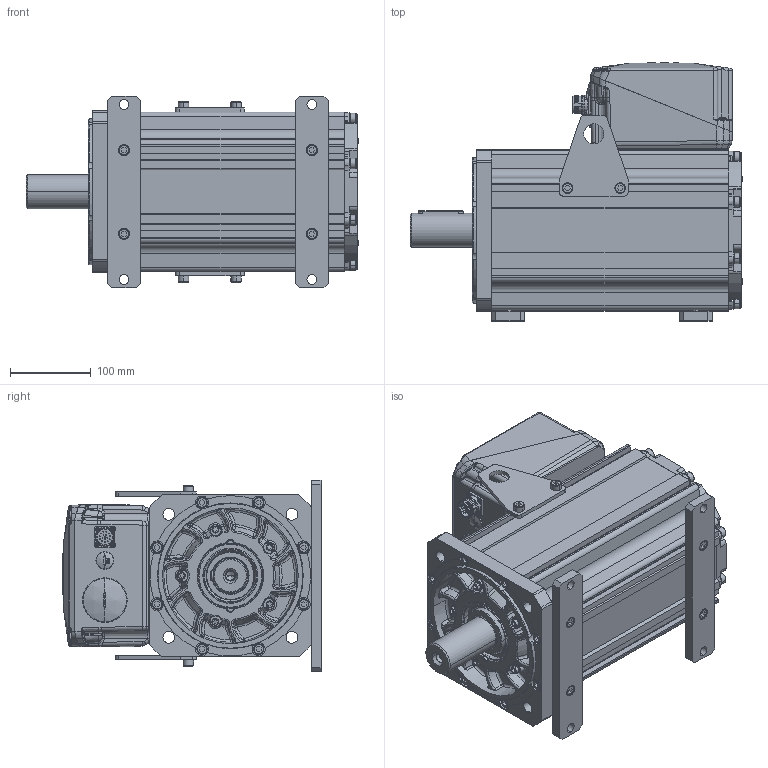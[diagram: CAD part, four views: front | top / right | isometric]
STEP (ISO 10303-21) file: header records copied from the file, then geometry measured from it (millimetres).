
FILE_DESCRIPTION((''),'2;1');
FILE_NAME('50221N-2_SW0001','2016-06-04T',('yanyerong'),(''),'PRO/ENGINEER BY PARAMETRIC TECHNOLOGY CORPORATION, 2010430','PRO/ENGINEER BY PARAMETRIC TECHNOLOGY CORPORATION, 2010430','');
FILE_SCHEMA(('CONFIG_CONTROL_DESIGN'));
Products named in the file (1): 50221N-2_SW0001
Bounding box: 410 x 318.8 x 236 mm (x, y, z)
Surface area: 1088616.1 mm2 (no closed solid volume)
Topology: 0 solids, 121 shells, 2507 faces, 7560 edges, 5091 vertices
Faces by surface type: plane 879, cylinder 581, bspline 484, torus 243, cone 224, sphere 67, extrusion 29
Entity records: 126155 total; most frequent: CARTESIAN_POINT 62796, ORIENTED_EDGE 12933, DIRECTION 12232, EDGE_CURVE 7558, VERTEX_POINT 5091, AXIS2_PLACEMENT_3D 4564, VECTOR 3104, LINE 3075
